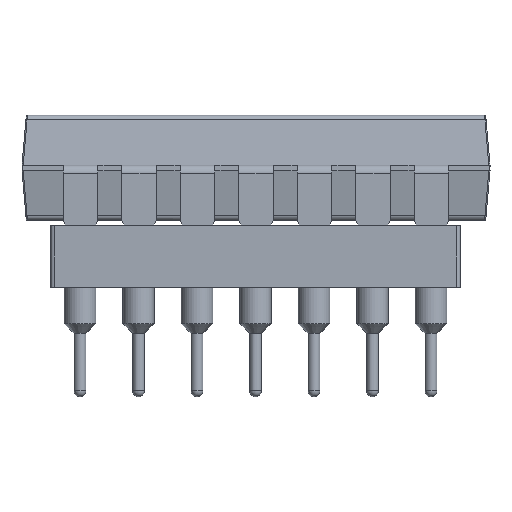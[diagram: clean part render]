
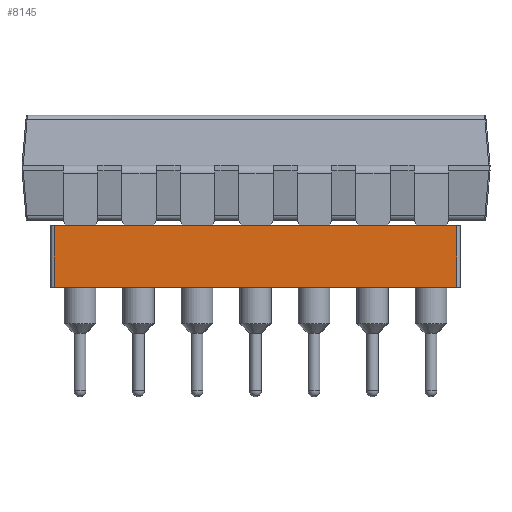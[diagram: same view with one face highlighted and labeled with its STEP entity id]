
A CAD part, front view. The second image highlights one B-rep face of the part: STEP entity #8145.
In plain terms, the highlighted planar face has unit normal (0, -1, 0).
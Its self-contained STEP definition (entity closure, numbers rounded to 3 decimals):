
#297 = VERTEX_POINT ( 'NONE', #19768 ) ;
#2149 = ORIENTED_EDGE ( 'NONE', *, *, #22119, .F. ) ;
#2286 = DIRECTION ( 'NONE',  ( 1., 0., 0. ) ) ;
#2334 = DIRECTION ( 'NONE',  ( 0., 0., -1. ) ) ;
#2403 = DIRECTION ( 'NONE',  ( 0., 1., 0. ) ) ;
#2566 = CARTESIAN_POINT ( 'NONE',  ( 16.36, -1.27, 4.68 ) ) ;
#2669 = CARTESIAN_POINT ( 'NONE',  ( 16.36, -1.27, 2. ) ) ;
#3583 = VECTOR ( 'NONE', #2286, 1000. ) ;
#4146 = EDGE_LOOP ( 'NONE', ( #21280, #2149, #16667, #8087 ) ) ;
#4461 = FACE_OUTER_BOUND ( 'NONE', #4146, .T. ) ;
#6754 = VECTOR ( 'NONE', #14700, 1000. ) ;
#7251 = CARTESIAN_POINT ( 'NONE',  ( -1.12, -1.27, 2. ) ) ;
#7530 = EDGE_CURVE ( 'NONE', #16552, #297, #19669, .T. ) ;
#8087 = ORIENTED_EDGE ( 'NONE', *, *, #11805, .T. ) ;
#8145 = ADVANCED_FACE ( 'NONE', ( #4461 ), #20272, .F. ) ;
#9001 = LINE ( 'NONE', #21878, #6754 ) ;
#9662 = DIRECTION ( 'NONE',  ( 0., 0., 1. ) ) ;
#10598 = VECTOR ( 'NONE', #18347, 1000. ) ;
#10611 = EDGE_CURVE ( 'NONE', #20975, #10751, #14602, .T. ) ;
#10751 = VERTEX_POINT ( 'NONE', #2669 ) ;
#11390 = LINE ( 'NONE', #2566, #21876 ) ;
#11805 = EDGE_CURVE ( 'NONE', #16552, #20975, #9001, .T. ) ;
#13197 = CARTESIAN_POINT ( 'NONE',  ( -1.12, -1.27, 4.68 ) ) ;
#14139 = CARTESIAN_POINT ( 'NONE',  ( -1.12, -1.27, 2. ) ) ;
#14602 = LINE ( 'NONE', #14139, #3583 ) ;
#14700 = DIRECTION ( 'NONE',  ( 0., 0., -1. ) ) ;
#16552 = VERTEX_POINT ( 'NONE', #18045 ) ;
#16667 = ORIENTED_EDGE ( 'NONE', *, *, #7530, .F. ) ;
#16890 = AXIS2_PLACEMENT_3D ( 'NONE', #13197, #2403, #9662 ) ;
#18045 = CARTESIAN_POINT ( 'NONE',  ( -1.12, -1.27, 4.68 ) ) ;
#18262 = CARTESIAN_POINT ( 'NONE',  ( -1.12, -1.27, 4.68 ) ) ;
#18347 = DIRECTION ( 'NONE',  ( 1., 0., 0. ) ) ;
#19669 = LINE ( 'NONE', #18262, #10598 ) ;
#19768 = CARTESIAN_POINT ( 'NONE',  ( 16.36, -1.27, 4.68 ) ) ;
#20272 = PLANE ( 'NONE',  #16890 ) ;
#20975 = VERTEX_POINT ( 'NONE', #7251 ) ;
#21280 = ORIENTED_EDGE ( 'NONE', *, *, #10611, .T. ) ;
#21876 = VECTOR ( 'NONE', #2334, 1000. ) ;
#21878 = CARTESIAN_POINT ( 'NONE',  ( -1.12, -1.27, 4.68 ) ) ;
#22119 = EDGE_CURVE ( 'NONE', #297, #10751, #11390, .T. ) ;
